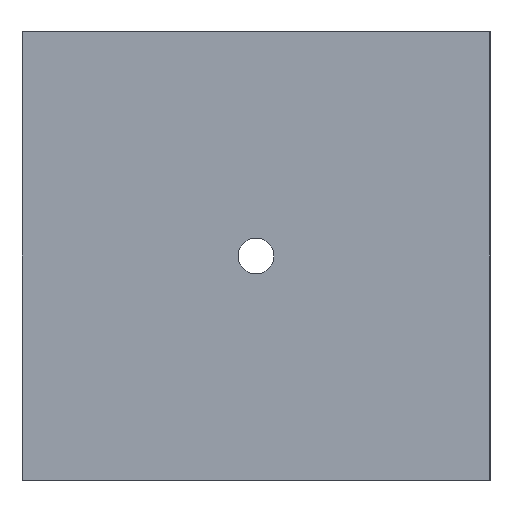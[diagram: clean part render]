
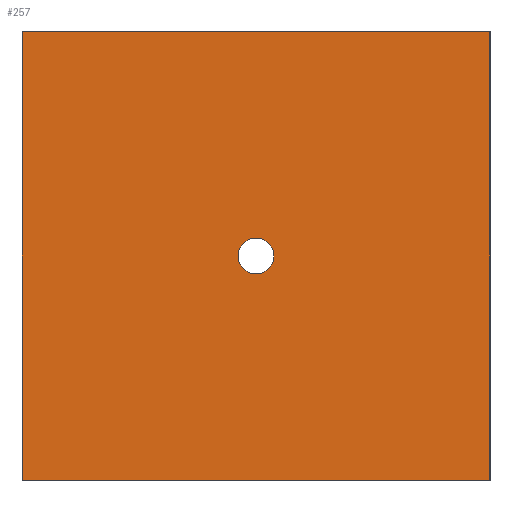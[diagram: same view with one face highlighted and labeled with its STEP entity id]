
A CAD part, left-side view. The second image highlights one B-rep face of the part: STEP entity #257.
In plain terms, the highlighted planar face has unit normal (-1, 0, 0).
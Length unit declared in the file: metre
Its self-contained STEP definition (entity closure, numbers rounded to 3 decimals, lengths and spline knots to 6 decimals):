
#25=LINE('',#399,#37);
#26=LINE('',#402,#38);
#27=LINE('',#404,#39);
#28=LINE('',#406,#40);
#37=VECTOR('',#325,1.);
#38=VECTOR('',#326,1.);
#39=VECTOR('',#327,1.);
#40=VECTOR('',#328,1.);
#49=ORIENTED_EDGE('',*,*,#105,.T.);
#50=ORIENTED_EDGE('',*,*,#106,.T.);
#51=ORIENTED_EDGE('',*,*,#107,.F.);
#52=ORIENTED_EDGE('',*,*,#108,.F.);
#53=ORIENTED_EDGE('',*,*,#109,.T.);
#105=EDGE_CURVE('',#133,#133,#158,.T.);
#106=EDGE_CURVE('',#134,#135,#25,.T.);
#107=EDGE_CURVE('',#136,#135,#26,.T.);
#108=EDGE_CURVE('',#137,#136,#27,.T.);
#109=EDGE_CURVE('',#137,#134,#28,.T.);
#133=VERTEX_POINT('',#398);
#134=VERTEX_POINT('',#400);
#135=VERTEX_POINT('',#401);
#136=VERTEX_POINT('',#403);
#137=VERTEX_POINT('',#405);
#158=CIRCLE('',#289,0.00084);
#171=EDGE_LOOP('',(#49));
#172=EDGE_LOOP('',(#50,#51,#52,#53));
#209=FACE_BOUND('',#171,.T.);
#210=FACE_BOUND('',#172,.T.);
#248=PLANE('',#288);
#257=ADVANCED_FACE('',(#209,#210),#248,.F.);
#288=AXIS2_PLACEMENT_3D('',#396,#321,#322);
#289=AXIS2_PLACEMENT_3D('',#397,#323,#324);
#321=DIRECTION('',(1.,0.,0.));
#322=DIRECTION('',(0.,0.,-1.));
#323=DIRECTION('',(1.,0.,0.));
#324=DIRECTION('',(0.,0.,-1.));
#325=DIRECTION('',(0.,-1.,0.));
#326=DIRECTION('',(0.,0.,-1.));
#327=DIRECTION('',(0.,-1.,0.));
#328=DIRECTION('',(0.,0.,-1.));
#396=CARTESIAN_POINT('',(-0.0125,-0.011,0.02108));
#397=CARTESIAN_POINT('',(-0.0125,0.,0.01054));
#398=CARTESIAN_POINT('',(-0.0125,0.,0.0097));
#399=CARTESIAN_POINT('',(-0.0125,-0.011,0.));
#400=CARTESIAN_POINT('',(-0.0125,0.011,0.));
#401=CARTESIAN_POINT('',(-0.0125,-0.011,0.));
#402=CARTESIAN_POINT('',(-0.0125,-0.011,0.02108));
#403=CARTESIAN_POINT('',(-0.0125,-0.011,0.02108));
#404=CARTESIAN_POINT('',(-0.0125,-0.011,0.02108));
#405=CARTESIAN_POINT('',(-0.0125,0.011,0.02108));
#406=CARTESIAN_POINT('',(-0.0125,0.011,0.02108));
